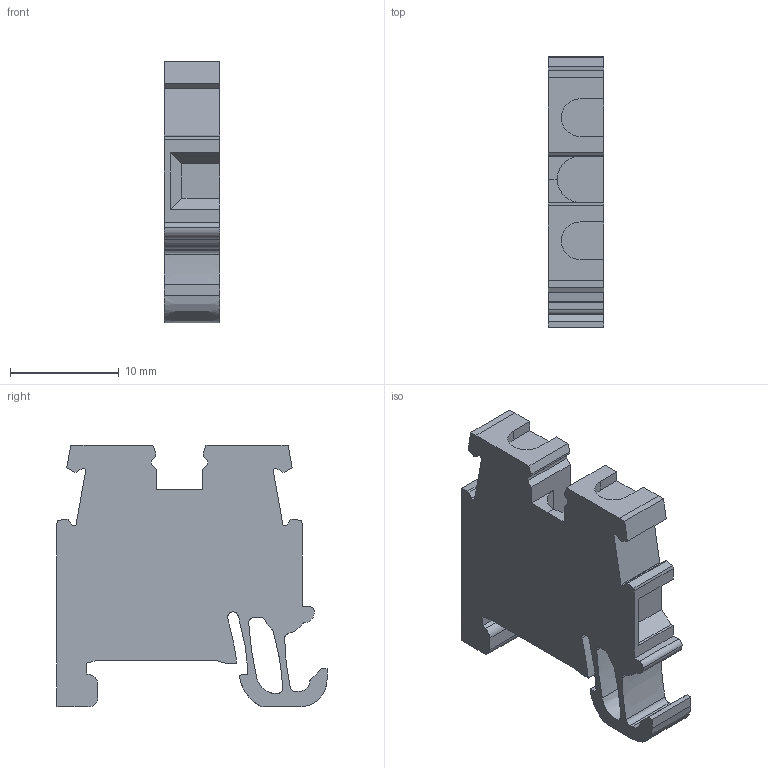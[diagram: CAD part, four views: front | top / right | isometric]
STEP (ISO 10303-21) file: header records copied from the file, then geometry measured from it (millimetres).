
FILE_DESCRIPTION(('CATIA V5 STEP Exchange','CAx-IF Rec.Pracs.--- Model Styling and Organization---1.4--- 2014-01-23'),'2;1');
FILE_NAME ('5869834_3', '2019-09-20T07:23:42+00:00', ('none'), ('Weidmueller'), 'CATIA Version 5-6 Release 2016 SP3 HF44', 'CATIA V5 STEP AP214', 'none');
FILE_SCHEMA(('AUTOMOTIVE_DESIGN { 1 0 10303 214 1 1 1 1 }'));
Length unit declared in the file: millimetre
Products named in the file (1): 0340460000_AKZ_1-5
Bounding box: 5.05 x 24.8 x 24 mm (x, y, z)
Volume: 1931.3 mm3; surface area: 1702.2 mm2
Topology: 1 solids, 1 shells, 123 faces, 374 edges, 255 vertices
Faces by surface type: plane 89, cylinder 19, extrusion 15
Entity records: 4139 total; most frequent: CARTESIAN_POINT 858, ORIENTED_EDGE 748, DIRECTION 547, EDGE_CURVE 374, VECTOR 320, LINE 305, VERTEX_POINT 255, AXIS2_PLACEMENT_3D 141
